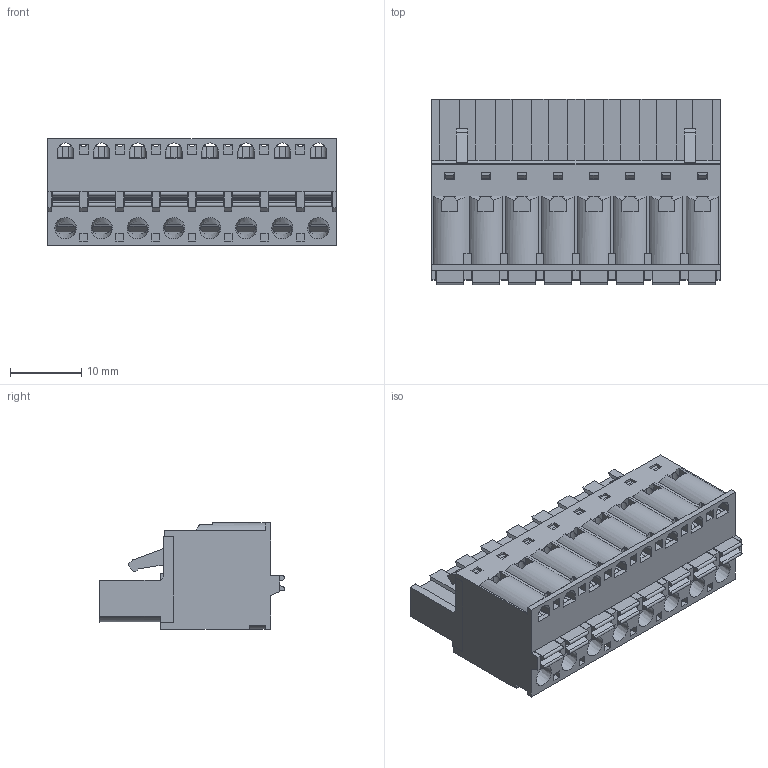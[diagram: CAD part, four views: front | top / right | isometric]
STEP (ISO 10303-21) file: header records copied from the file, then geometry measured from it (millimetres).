
FILE_DESCRIPTION(/* description */ ('Unknown'),/* implementation_level */ '2;1');
FILE_NAME(/* name */ '691353500008',/* time_stamp */ '2022-01-18T15:35:59+01:00',/* author */ ('Unknown'),/* organization */ ('Unknown'),/* preprocessor_version */ 'ST-DEVELOPER v16.7',/* originating_system */ 'Solid Edge',/* authorisation */ 'Unknown');
FILE_SCHEMA (('AUTOMOTIVE_DESIGN {1 0 10303 214 3 1 1}'));
Length unit declared in the file: millimetre
Products named in the file (6): 6913535000xx; 691353500008; 691353500008_BAS; 6913535000xx_LANGUETTE; 6913535000xx_PIN; 6913535000xx_BOUTON
Assembly tree (26 placements, depth 2):
  6913535000xx
    691353500008
    691353500008_BAS
    6913535000xx_LANGUETTE  x8
    6913535000xx_PIN  x8
    6913535000xx_BOUTON  x8
Bounding box: 40.64 x 26.05 x 15 mm (x, y, z)
Volume: 6434.5 mm3; surface area: 16180.5 mm2
Topology: 26 solids, 26 shells, 2198 faces, 6271 edges, 4088 vertices
Faces by surface type: plane 1702, cylinder 464, bspline 24, cone 8
Full cylindrical faces by diameter (mm): 1.5 x8, 3 x8
Entity records: 40014 total; most frequent: CARTESIAN_POINT 8040, ORIENTED_EDGE 6846, DIRECTION 6221, EDGE_CURVE 3423, LINE 2971, VECTOR 2971, VERTEX_POINT 2252, AXIS2_PLACEMENT_3D 1625
